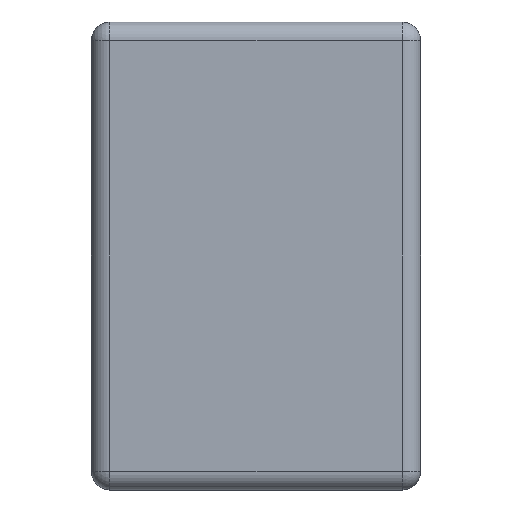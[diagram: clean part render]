
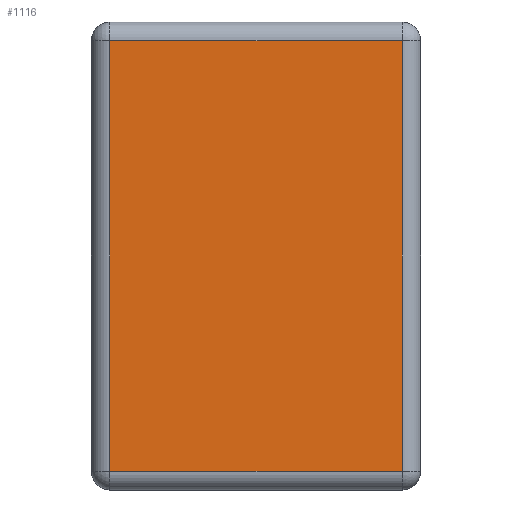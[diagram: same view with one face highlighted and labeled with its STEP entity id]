
A CAD part, left-side view. The second image highlights one B-rep face of the part: STEP entity #1116.
In plain terms, the highlighted planar face has unit normal (-1, 0, 0).
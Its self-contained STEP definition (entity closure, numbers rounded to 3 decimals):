
#24 = AXIS2_PLACEMENT_3D ( 'NONE', #326, #1214, #840 ) ;
#28 = CARTESIAN_POINT ( 'NONE',  ( -1., 0.05, -0.625 ) ) ;
#83 = ORIENTED_EDGE ( 'NONE', *, *, #932, .T. ) ;
#95 = LINE ( 'NONE', #28, #604 ) ;
#103 = VECTOR ( 'NONE', #1153, 1000. ) ;
#106 = DIRECTION ( 'NONE',  ( 0., 0., 1. ) ) ;
#137 = CARTESIAN_POINT ( 'NONE',  ( -1., 0.88, -0.575 ) ) ;
#155 = CARTESIAN_POINT ( 'NONE',  ( -1., 0.05, 0.575 ) ) ;
#177 = EDGE_LOOP ( 'NONE', ( #489, #1055, #83, #1005 ) ) ;
#246 = DIRECTION ( 'NONE',  ( 0., -1., 0. ) ) ;
#293 = LINE ( 'NONE', #379, #103 ) ;
#326 = CARTESIAN_POINT ( 'NONE',  ( -1., 0.88, -0.625 ) ) ;
#338 = CARTESIAN_POINT ( 'NONE',  ( -1., 0.05, -0.575 ) ) ;
#379 = CARTESIAN_POINT ( 'NONE',  ( -1., 0.83, -0.625 ) ) ;
#476 = VECTOR ( 'NONE', #1161, 1000. ) ;
#489 = ORIENTED_EDGE ( 'NONE', *, *, #1045, .T. ) ;
#599 = EDGE_CURVE ( 'NONE', #1210, #885, #864, .T. ) ;
#601 = CARTESIAN_POINT ( 'NONE',  ( -1., 0.83, -0.575 ) ) ;
#604 = VECTOR ( 'NONE', #106, 1000. ) ;
#616 = VERTEX_POINT ( 'NONE', #338 ) ;
#724 = VECTOR ( 'NONE', #246, 1000. ) ;
#739 = EDGE_CURVE ( 'NONE', #1072, #616, #1042, .T. ) ;
#840 = DIRECTION ( 'NONE',  ( 0., 0., -1. ) ) ;
#864 = LINE ( 'NONE', #1060, #476 ) ;
#885 = VERTEX_POINT ( 'NONE', #1209 ) ;
#932 = EDGE_CURVE ( 'NONE', #616, #1210, #95, .T. ) ;
#1005 = ORIENTED_EDGE ( 'NONE', *, *, #599, .T. ) ;
#1042 = LINE ( 'NONE', #137, #724 ) ;
#1045 = EDGE_CURVE ( 'NONE', #885, #1072, #293, .T. ) ;
#1055 = ORIENTED_EDGE ( 'NONE', *, *, #739, .T. ) ;
#1060 = CARTESIAN_POINT ( 'NONE',  ( -1., 0.88, 0.575 ) ) ;
#1072 = VERTEX_POINT ( 'NONE', #601 ) ;
#1116 = ADVANCED_FACE ( 'NONE', ( #1138 ), #1127, .F. ) ;
#1127 = PLANE ( 'NONE',  #24 ) ;
#1138 = FACE_OUTER_BOUND ( 'NONE', #177, .T. ) ;
#1153 = DIRECTION ( 'NONE',  ( 0., 0., -1. ) ) ;
#1161 = DIRECTION ( 'NONE',  ( 0., 1., 0. ) ) ;
#1209 = CARTESIAN_POINT ( 'NONE',  ( -1., 0.83, 0.575 ) ) ;
#1210 = VERTEX_POINT ( 'NONE', #155 ) ;
#1214 = DIRECTION ( 'NONE',  ( 1., 0., 0. ) ) ;
